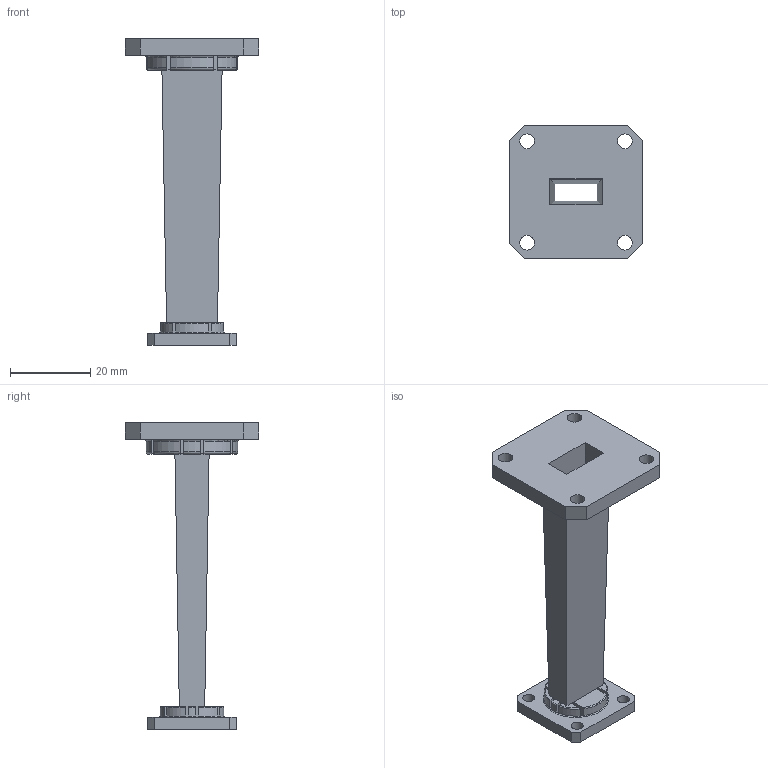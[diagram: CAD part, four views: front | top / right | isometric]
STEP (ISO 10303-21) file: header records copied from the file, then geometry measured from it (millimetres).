
FILE_DESCRIPTION (( 'STEP AP203' ), '1' );
FILE_NAME ('FMWTS1008_3D.step', '2021-06-21T22:36:27', ( '' ), ( '' ), 'SwSTEP 2.0', 'SolidWorks 2020', '' );
FILE_SCHEMA (( 'CONFIG_CONTROL_DESIGN' ));
Length unit declared in the file: inch
Products named in the file (1): FMWTS1008_3D
Bounding box: 33.32 x 33.32 x 76.2 mm (x, y, z)
Volume: 9012.2 mm3; surface area: 9739.6 mm2
Topology: 1 solids, 1 shells, 150 faces, 436 edges, 292 vertices
Faces by surface type: plane 94, torus 32, cylinder 24
Full cylindrical faces by diameter (mm): 3 x4, 3.658 x4
Entity records: 5251 total; most frequent: CARTESIAN_POINT 1271, ORIENTED_EDGE 848, DIRECTION 742, EDGE_CURVE 424, VERTEX_POINT 288, LINE 280, VECTOR 280, AXIS2_PLACEMENT_3D 231
